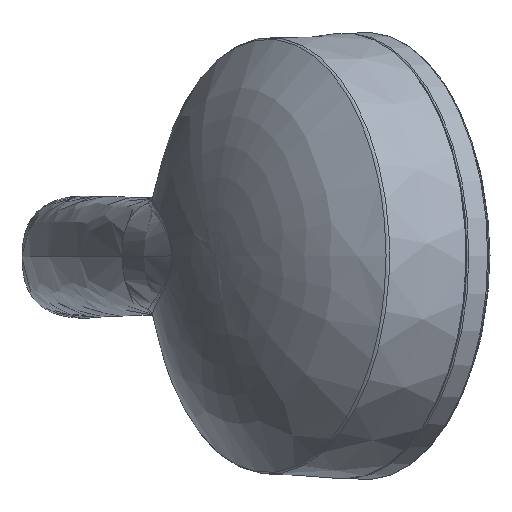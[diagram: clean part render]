
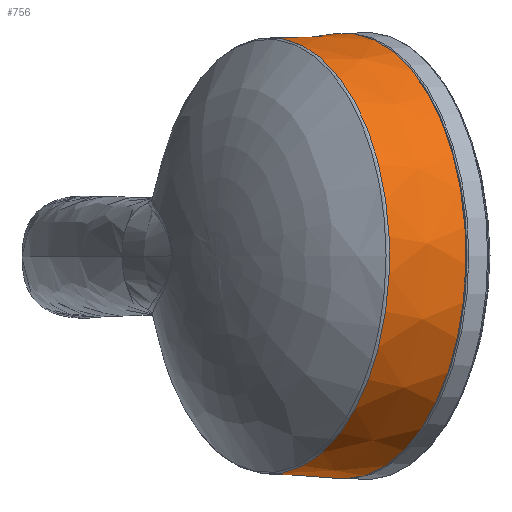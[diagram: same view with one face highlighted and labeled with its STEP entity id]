
A CAD part, top view. The second image highlights one B-rep face of the part: STEP entity #756.
In plain terms, the highlighted conical face has half-angle 3 degrees and reference radius 49.637 mm.
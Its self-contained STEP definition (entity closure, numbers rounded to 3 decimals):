
#110=B_SPLINE_CURVE_WITH_KNOTS('',3,(#2366,#2367,#2368,#2369,#2370,#2371,
#2372,#2373,#2374,#2375,#2376),.UNSPECIFIED.,.F.,.F.,(4,1,1,1,1,1,1,1,4),
(0.,0.003,0.006,0.01,
0.013,0.016,0.019,0.022,
0.025),.UNSPECIFIED.);
#112=B_SPLINE_CURVE_WITH_KNOTS('',3,(#2421,#2422,#2423,#2424,#2425,#2426,
#2427,#2428,#2429,#2430),.UNSPECIFIED.,.F.,.F.,(4,1,1,1,1,1,1,4),(0.,0.003,
0.006,0.01,0.013,0.016,
0.019,0.025),.UNSPECIFIED.);
#166=CONICAL_SURFACE('',#1093,49.637,0.052);
#366=ORIENTED_EDGE('',*,*,#481,.T.);
#367=ORIENTED_EDGE('',*,*,#460,.T.);
#368=ORIENTED_EDGE('',*,*,#455,.T.);
#369=ORIENTED_EDGE('',*,*,#457,.T.);
#455=EDGE_CURVE('',#538,#542,#110,.T.);
#457=EDGE_CURVE('',#542,#539,#112,.T.);
#460=EDGE_CURVE('',#539,#538,#581,.F.);
#481=EDGE_CURVE('',#559,#559,#588,.T.);
#538=VERTEX_POINT('',#2298);
#539=VERTEX_POINT('',#2320);
#542=VERTEX_POINT('',#2365);
#559=VERTEX_POINT('',#2769);
#581=CIRCLE('',#1083,48.405);
#588=CIRCLE('',#1092,49.43);
#645=EDGE_LOOP('',(#366));
#646=EDGE_LOOP('',(#367,#368,#369));
#704=FACE_BOUND('',#645,.T.);
#705=FACE_BOUND('',#646,.T.);
#756=ADVANCED_FACE('',(#704,#705),#166,.T.);
#1083=AXIS2_PLACEMENT_3D('',#2443,#1182,#1183);
#1092=AXIS2_PLACEMENT_3D('',#2768,#1206,#1207);
#1093=AXIS2_PLACEMENT_3D('',#2961,#1208,#1209);
#1182=DIRECTION('',(-0.839,0.,0.545));
#1183=DIRECTION('',(0.,-1.,0.));
#1206=DIRECTION('',(-0.839,0.,0.545));
#1207=DIRECTION('',(0.,-1.,0.));
#1208=DIRECTION('',(0.839,0.,-0.545));
#1209=DIRECTION('',(0.,1.,0.));
#2298=CARTESIAN_POINT('',(16.458,-13.928,132.962));
#2320=CARTESIAN_POINT('',(16.458,13.928,132.962));
#2365=CARTESIAN_POINT('',(29.261,0.,121.133));
#2366=CARTESIAN_POINT('',(16.458,-13.928,132.962));
#2367=CARTESIAN_POINT('',(17.342,-14.049,132.362));
#2368=CARTESIAN_POINT('',(19.067,-14.109,131.125));
#2369=CARTESIAN_POINT('',(21.572,-13.71,129.147));
#2370=CARTESIAN_POINT('',(23.885,-12.785,127.131));
#2371=CARTESIAN_POINT('',(25.928,-11.242,125.151));
#2372=CARTESIAN_POINT('',(27.537,-9.05,123.396));
#2373=CARTESIAN_POINT('',(28.61,-6.317,122.071));
#2374=CARTESIAN_POINT('',(29.166,-3.225,121.29));
#2375=CARTESIAN_POINT('',(29.261,-1.077,121.133));
#2376=CARTESIAN_POINT('',(29.261,0.,121.133));
#2421=CARTESIAN_POINT('',(29.261,0.,121.133));
#2422=CARTESIAN_POINT('',(29.261,1.074,121.133));
#2423=CARTESIAN_POINT('',(29.169,3.183,121.286));
#2424=CARTESIAN_POINT('',(28.621,6.278,122.056));
#2425=CARTESIAN_POINT('',(27.552,9.022,123.378));
#2426=CARTESIAN_POINT('',(25.948,11.221,125.13));
#2427=CARTESIAN_POINT('',(23.909,12.774,127.11));
#2428=CARTESIAN_POINT('',(20.797,14.017,129.822));
#2429=CARTESIAN_POINT('',(18.228,14.171,131.761));
#2430=CARTESIAN_POINT('',(16.458,13.928,132.962));
#2443=CARTESIAN_POINT('',(41.707,0.,171.841));
#2768=CARTESIAN_POINT('',(58.102,0.,161.194));
#2769=CARTESIAN_POINT('',(58.102,-49.43,161.194));
#2961=CARTESIAN_POINT('',(61.424,0.,159.037));
